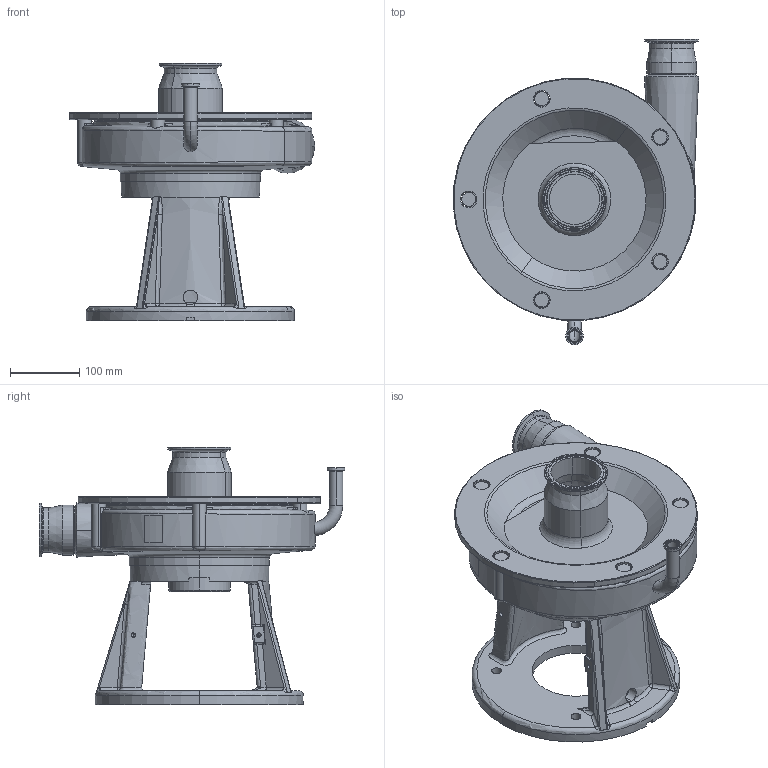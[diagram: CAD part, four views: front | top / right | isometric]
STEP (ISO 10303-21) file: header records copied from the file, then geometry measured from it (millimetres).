
FILE_DESCRIPTION (( 'STEP AP214' ), '1' );
FILE_NAME ('FPX 3551-3552 280TC VERT 3-4 IN ELBOW FRONT DRAIN.STEP', '2023-01-16T19:45:14', ( '' ), ( '' ), 'SwSTEP 2.0', 'SolidWorks 2021', '' );
FILE_SCHEMA (( 'AUTOMOTIVE_DESIGN' ));
Length unit declared in the file: millimetre
Products named in the file (1): FPX 3551-3552 280TC VERT 3-4 IN ELBOW FRONT DRAIN
Bounding box: 353.57 x 440.7 x 370.5 mm (x, y, z)
Volume: 8189038 mm3; surface area: 812710.1 mm2
Topology: 1 solids, 4 shells, 537 faces, 1332 edges, 808 vertices
Faces by surface type: cylinder 179, plane 107, bspline 102, cone 78, torus 61, sphere 10
Entity records: 26112 total; most frequent: CARTESIAN_POINT 14318, ORIENTED_EDGE 2632, DIRECTION 2279, EDGE_CURVE 1316, AXIS2_PLACEMENT_3D 955, VERTEX_POINT 808, EDGE_LOOP 584, ADVANCED_FACE 537
